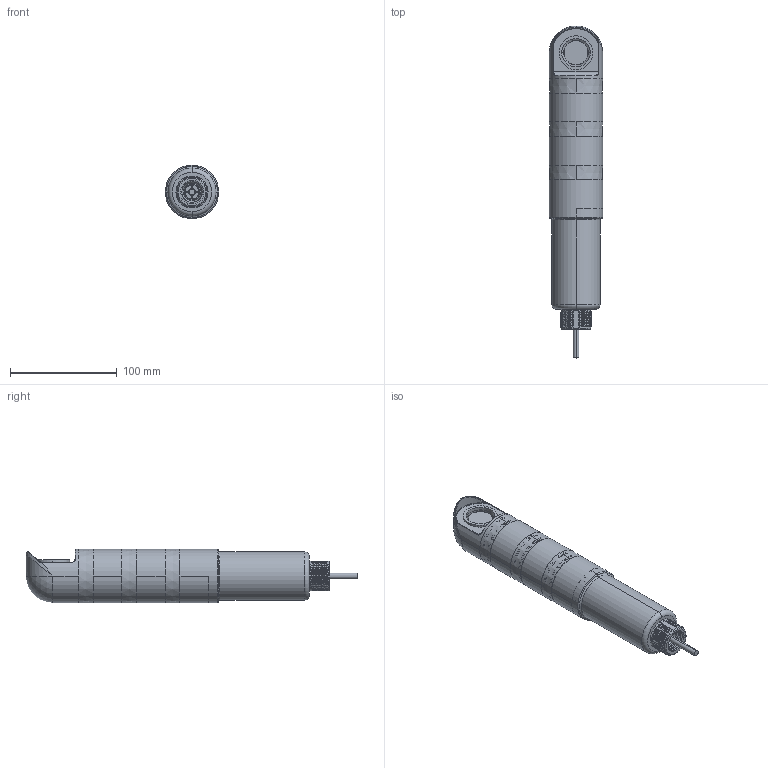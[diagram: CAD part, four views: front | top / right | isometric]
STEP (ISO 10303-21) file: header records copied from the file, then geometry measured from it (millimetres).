
FILE_DESCRIPTION((''),'2;1');
FILE_NAME('168260_SW','2012-10-16T',('banengservice'),('BANNER ENGINEERING'),'PRO/ENGINEER BY PARAMETRIC TECHNOLOGY CORPORATION, 2009141','PRO/ENGINEER BY PARAMETRIC TECHNOLOGY CORPORATION, 2009141','');
FILE_SCHEMA(('CONFIG_CONTROL_DESIGN'));
Products named in the file (1): 168260_SW
Bounding box: 50 x 310.9 x 50 mm (x, y, z)
Volume: 148934.6 mm3; surface area: 121523.8 mm2
Topology: 3 solids, 3 shells, 1841 faces, 5090 edges, 3240 vertices
Faces by surface type: plane 682, bspline 475, cylinder 366, cone 130, torus 112, sphere 76
Entity records: 149940 total; most frequent: CARTESIAN_POINT 106809, ORIENTED_EDGE 10176, DIRECTION 7442, EDGE_CURVE 5088, VERTEX_POINT 3240, AXIS2_PLACEMENT_3D 2753, EDGE_LOOP 1944, VECTOR 1936
